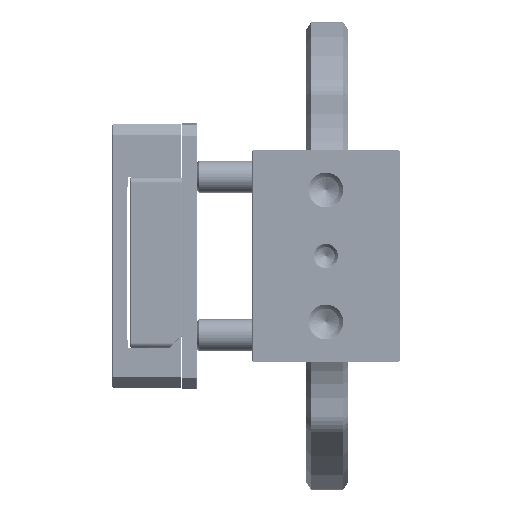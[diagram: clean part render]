
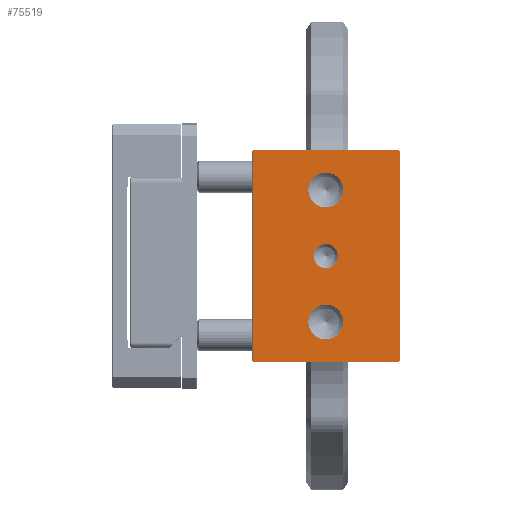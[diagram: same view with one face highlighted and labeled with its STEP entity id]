
A CAD part, left-side view. The second image highlights one B-rep face of the part: STEP entity #75519.
In plain terms, the highlighted face is planar.
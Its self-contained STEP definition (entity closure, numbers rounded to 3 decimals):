
#20453=DIRECTION('',(1.,0.,0.));
#20454=VECTOR('',#20453,39.6);
#20455=CARTESIAN_POINT('',(-19.8,14.,27.));
#20456=LINE('',#20455,#20454);
#28862=DIRECTION('',(0.,1.,0.));
#28863=VECTOR('',#28862,27.6);
#28864=CARTESIAN_POINT('',(20.,-13.8,27.));
#28865=LINE('',#28864,#28863);
#33896=DIRECTION('',(-1.,0.,0.));
#33897=VECTOR('',#33896,40.);
#33898=CARTESIAN_POINT('',(20.,-13.8,27.));
#33899=LINE('',#33898,#33897);
#33900=DIRECTION('',(0.,1.,0.));
#33901=VECTOR('',#33900,27.6);
#33902=CARTESIAN_POINT('',(-20.,-13.8,27.));
#33903=LINE('',#33902,#33901);
#33904=DIRECTION('',(-0.707,-0.707,0.));
#33905=VECTOR('',#33904,0.283);
#33906=CARTESIAN_POINT('',(-19.8,14.,27.));
#33907=LINE('',#33906,#33905);
#33908=DIRECTION('',(-0.707,0.707,0.));
#33909=VECTOR('',#33908,0.283);
#33910=CARTESIAN_POINT('',(20.,13.8,27.));
#33911=LINE('',#33910,#33909);
#33912=CARTESIAN_POINT('',(12.5,0.,27.));
#33913=DIRECTION('',(0.,0.,-1.));
#33914=DIRECTION('',(-1.,0.,0.));
#33915=AXIS2_PLACEMENT_3D('',#33912,#33913,#33914);
#33917=CARTESIAN_POINT('',(12.5,0.,27.));
#33918=DIRECTION('',(0.,0.,-1.));
#33919=DIRECTION('',(1.,0.,0.));
#33920=AXIS2_PLACEMENT_3D('',#33917,#33918,#33919);
#33922=CARTESIAN_POINT('',(-12.5,0.,27.));
#33923=DIRECTION('',(0.,0.,-1.));
#33924=DIRECTION('',(-1.,0.,0.));
#33925=AXIS2_PLACEMENT_3D('',#33922,#33923,#33924);
#33927=CARTESIAN_POINT('',(-12.5,0.,27.));
#33928=DIRECTION('',(0.,0.,-1.));
#33929=DIRECTION('',(1.,0.,0.));
#33930=AXIS2_PLACEMENT_3D('',#33927,#33928,#33929);
#33932=CARTESIAN_POINT('',(0.,0.,27.));
#33933=DIRECTION('',(0.,0.,-1.));
#33934=DIRECTION('',(-1.,0.,0.));
#33935=AXIS2_PLACEMENT_3D('',#33932,#33933,#33934);
#33937=CARTESIAN_POINT('',(0.,0.,27.));
#33938=DIRECTION('',(0.,0.,-1.));
#33939=DIRECTION('',(1.,0.,0.));
#33940=AXIS2_PLACEMENT_3D('',#33937,#33938,#33939);
#41612=CARTESIAN_POINT('',(20.,-13.8,27.));
#41613=VERTEX_POINT('',#41612);
#41616=CARTESIAN_POINT('',(-20.,-13.8,27.));
#41617=VERTEX_POINT('',#41616);
#41662=CARTESIAN_POINT('',(-19.8,14.,27.));
#41663=CARTESIAN_POINT('',(-20.,13.8,27.));
#41664=VERTEX_POINT('',#41662);
#41665=VERTEX_POINT('',#41663);
#41674=CARTESIAN_POINT('',(20.,13.8,27.));
#41675=VERTEX_POINT('',#41674);
#41676=CARTESIAN_POINT('',(19.8,14.,27.));
#41677=VERTEX_POINT('',#41676);
#41722=CARTESIAN_POINT('',(9.2,0.,27.));
#41723=CARTESIAN_POINT('',(15.8,0.,27.));
#41724=VERTEX_POINT('',#41722);
#41725=VERTEX_POINT('',#41723);
#41730=CARTESIAN_POINT('',(-15.8,0.,27.));
#41731=CARTESIAN_POINT('',(-9.2,0.,27.));
#41732=VERTEX_POINT('',#41730);
#41733=VERTEX_POINT('',#41731);
#41738=CARTESIAN_POINT('',(-2.3,0.,27.));
#41739=CARTESIAN_POINT('',(2.3,0.,27.));
#41740=VERTEX_POINT('',#41738);
#41741=VERTEX_POINT('',#41739);
#75487=CARTESIAN_POINT('',(-20.,-10.,27.));
#75488=DIRECTION('',(0.,0.,1.));
#75489=DIRECTION('',(1.,0.,0.));
#75490=AXIS2_PLACEMENT_3D('',#75487,#75488,#75489);
#75491=PLANE('',#75490);
#75492=ORIENTED_EDGE('',*,*,#75076,.T.);
#75493=ORIENTED_EDGE('',*,*,#48995,.T.);
#75494=ORIENTED_EDGE('',*,*,#75479,.F.);
#75495=ORIENTED_EDGE('',*,*,#44755,.T.);
#75497=ORIENTED_EDGE('',*,*,#75496,.F.);
#75498=ORIENTED_EDGE('',*,*,#62901,.F.);
#75499=EDGE_LOOP('',(#75492,#75493,#75494,#75495,#75497,#75498));
#75500=FACE_OUTER_BOUND('',#75499,.F.);
#75502=ORIENTED_EDGE('',*,*,#75501,.F.);
#75504=ORIENTED_EDGE('',*,*,#75503,.F.);
#75505=EDGE_LOOP('',(#75502,#75504));
#75506=FACE_BOUND('',#75505,.F.);
#75508=ORIENTED_EDGE('',*,*,#75507,.F.);
#75510=ORIENTED_EDGE('',*,*,#75509,.F.);
#75511=EDGE_LOOP('',(#75508,#75510));
#75512=FACE_BOUND('',#75511,.F.);
#75514=ORIENTED_EDGE('',*,*,#75513,.F.);
#75516=ORIENTED_EDGE('',*,*,#75515,.F.);
#75517=EDGE_LOOP('',(#75514,#75516));
#75518=FACE_BOUND('',#75517,.F.);
#75519=ADVANCED_FACE('',(#75500,#75506,#75512,#75518),#75491,.T.);
#33916=CIRCLE('',#33915,3.3);
#33921=CIRCLE('',#33920,3.3);
#33926=CIRCLE('',#33925,3.3);
#33931=CIRCLE('',#33930,3.3);
#33936=CIRCLE('',#33935,2.3);
#33941=CIRCLE('',#33940,2.3);
#44755=EDGE_CURVE('',#41664,#41677,#20456,.T.);
#48995=EDGE_CURVE('',#41617,#41665,#33903,.T.);
#62901=EDGE_CURVE('',#41613,#41675,#28865,.T.);
#75076=EDGE_CURVE('',#41613,#41617,#33899,.T.);
#75479=EDGE_CURVE('',#41664,#41665,#33907,.T.);
#75496=EDGE_CURVE('',#41675,#41677,#33911,.T.);
#75501=EDGE_CURVE('',#41724,#41725,#33916,.T.);
#75503=EDGE_CURVE('',#41725,#41724,#33921,.T.);
#75507=EDGE_CURVE('',#41732,#41733,#33926,.T.);
#75509=EDGE_CURVE('',#41733,#41732,#33931,.T.);
#75513=EDGE_CURVE('',#41740,#41741,#33936,.T.);
#75515=EDGE_CURVE('',#41741,#41740,#33941,.T.);
